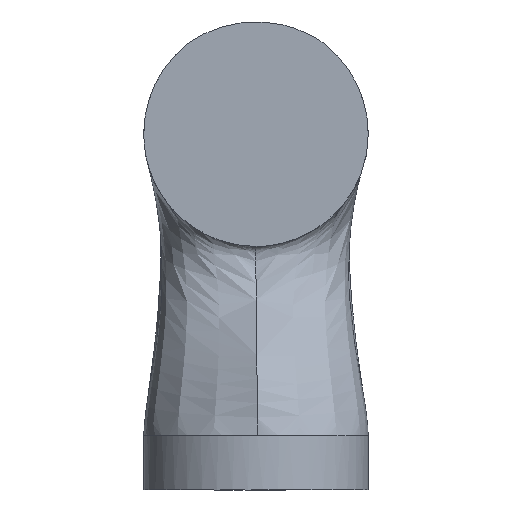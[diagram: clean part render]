
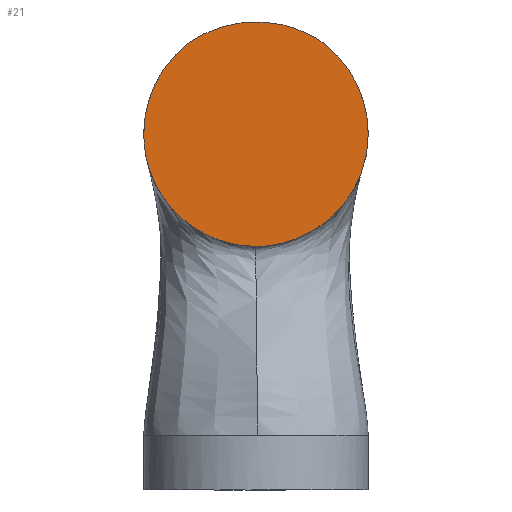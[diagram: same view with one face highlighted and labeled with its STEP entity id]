
A CAD part, front view. The second image highlights one B-rep face of the part: STEP entity #21.
In plain terms, the highlighted planar face has unit normal (0.01, -1, 0).
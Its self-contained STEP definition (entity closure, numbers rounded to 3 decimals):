
#21=ADVANCED_FACE('',(#49),#450,.T.);
#49=FACE_OUTER_BOUND('',#77,.T.);
#77=EDGE_LOOP('',(#135,#136,#137,#138,#139));
#135=ORIENTED_EDGE('',*,*,#259,.F.);
#136=ORIENTED_EDGE('',*,*,#260,.F.);
#137=ORIENTED_EDGE('',*,*,#261,.F.);
#138=ORIENTED_EDGE('',*,*,#262,.F.);
#139=ORIENTED_EDGE('',*,*,#263,.F.);
#259=EDGE_CURVE('',#401,#411,#343,.T.);
#260=EDGE_CURVE('',#400,#401,#344,.T.);
#261=EDGE_CURVE('',#407,#400,#345,.T.);
#262=EDGE_CURVE('',#406,#407,#346,.T.);
#263=EDGE_CURVE('',#411,#406,#347,.T.);
#343=B_SPLINE_CURVE_WITH_KNOTS('',3,(#5258,#5259,#5260,#5261,#5262,#5263,
#5264,#5265,#5266,#5267),.UNSPECIFIED.,.F.,.F.,(4,2,2,2,4),(-62.52,
-46.89,-31.26,-15.63,0.),.UNSPECIFIED.);
#344=B_SPLINE_CURVE_WITH_KNOTS('',3,(#5268,#5269,#5270,#5271,#5272,#5273,
#5274,#5275),.UNSPECIFIED.,.F.,.F.,(4,2,2,4),(-90.632,-45.316,
-22.658,0.),.UNSPECIFIED.);
#345=B_SPLINE_CURVE_WITH_KNOTS('',3,(#5276,#5277,#5278,#5279,#5280,#5281,
#5282,#5283,#5284,#5285),.UNSPECIFIED.,.F.,.F.,(4,2,2,2,4),(-62.521,
-46.89,-31.26,-15.63,0.),.UNSPECIFIED.);
#346=B_SPLINE_CURVE_WITH_KNOTS('',3,(#5286,#5287,#5288,#5289,#5290,#5291,
#5292,#5293,#5294,#5295,#5296,#5297,#5298,#5299,#5300,#5301),
 .UNSPECIFIED.,.F.,.F.,(4,2,2,2,2,2,2,4),(-107.093,-80.319,
-66.933,-53.546,-40.16,-26.773,
-13.386,0.),.UNSPECIFIED.);
#347=B_SPLINE_CURVE_WITH_KNOTS('',3,(#5302,#5303,#5304,#5305,#5306,#5307,
#5308,#5309,#5310,#5311,#5312,#5313,#5314,#5315,#5316,#5317,#5318,#5319),
 .UNSPECIFIED.,.F.,.F.,(4,2,2,2,2,2,2,2,4),(-106.965,-93.594,
-80.224,-66.853,-53.482,-40.112,
-26.741,-13.371,0.),.UNSPECIFIED.);
#400=VERTEX_POINT('',#5044);
#401=VERTEX_POINT('',#5045);
#406=VERTEX_POINT('',#5050);
#407=VERTEX_POINT('',#5051);
#411=VERTEX_POINT('',#5055);
#450=PLANE('',#563);
#563=AXIS2_PLACEMENT_3D('',#2725,#575,$);
#575=DIRECTION('',(0.01,-1.,0.));
#2725=CARTESIAN_POINT('',(70.204,2.205,849.359));
#5044=CARTESIAN_POINT('',(-41.13,1.08,834.441));
#5045=CARTESIAN_POINT('',(42.865,1.929,834.441));
#5050=CARTESIAN_POINT('',(0.867,1.504,711.963));
#5051=CARTESIAN_POINT('',(-67.109,0.818,779.971));
#5055=CARTESIAN_POINT('',(68.844,2.191,779.972));
#5258=CARTESIAN_POINT('',(42.865,1.929,834.441));
#5259=CARTESIAN_POINT('',(46.939,1.97,831.146));
#5260=CARTESIAN_POINT('',(50.578,2.006,827.454));
#5261=CARTESIAN_POINT('',(57.012,2.071,819.299));
#5262=CARTESIAN_POINT('',(59.795,2.1,814.82));
#5263=CARTESIAN_POINT('',(64.243,2.144,805.494));
#5264=CARTESIAN_POINT('',(65.96,2.162,800.563));
#5265=CARTESIAN_POINT('',(68.266,2.185,790.377));
#5266=CARTESIAN_POINT('',(68.845,2.191,785.212));
#5267=CARTESIAN_POINT('',(68.844,2.191,779.972));
#5268=CARTESIAN_POINT('',(-41.13,1.08,834.441));
#5269=CARTESIAN_POINT('',(-28.895,1.204,843.263));
#5270=CARTESIAN_POINT('',(-14.039,1.354,848.012));
#5271=CARTESIAN_POINT('',(8.418,1.581,847.992));
#5272=CARTESIAN_POINT('',(15.822,1.655,846.825));
#5273=CARTESIAN_POINT('',(30.114,1.8,842.204));
#5274=CARTESIAN_POINT('',(36.749,1.867,838.851));
#5275=CARTESIAN_POINT('',(42.865,1.929,834.441));
#5276=CARTESIAN_POINT('',(-67.109,0.818,779.971));
#5277=CARTESIAN_POINT('',(-67.11,0.818,785.211));
#5278=CARTESIAN_POINT('',(-66.532,0.824,790.362));
#5279=CARTESIAN_POINT('',(-64.244,0.847,800.494));
#5280=CARTESIAN_POINT('',(-62.515,0.864,805.477));
#5281=CARTESIAN_POINT('',(-58.068,0.909,814.805));
#5282=CARTESIAN_POINT('',(-55.319,0.937,819.241));
#5283=CARTESIAN_POINT('',(-48.854,1.002,827.445));
#5284=CARTESIAN_POINT('',(-45.204,1.039,831.146));
#5285=CARTESIAN_POINT('',(-41.13,1.08,834.441));
#5286=CARTESIAN_POINT('',(0.867,1.504,711.963));
#5287=CARTESIAN_POINT('',(-8.11,1.414,711.963));
#5288=CARTESIAN_POINT('',(-17.029,1.324,713.777));
#5289=CARTESIAN_POINT('',(-29.286,1.2,718.877));
#5290=CARTESIAN_POINT('',(-33.24,1.16,720.993));
#5291=CARTESIAN_POINT('',(-40.662,1.085,725.965));
#5292=CARTESIAN_POINT('',(-44.081,1.05,728.779));
#5293=CARTESIAN_POINT('',(-50.348,0.987,735.051));
#5294=CARTESIAN_POINT('',(-53.216,0.958,738.549));
#5295=CARTESIAN_POINT('',(-58.143,0.908,745.936));
#5296=CARTESIAN_POINT('',(-60.229,0.887,749.84));
#5297=CARTESIAN_POINT('',(-63.637,0.853,758.07));
#5298=CARTESIAN_POINT('',(-64.942,0.84,762.385));
#5299=CARTESIAN_POINT('',(-66.667,0.822,771.068));
#5300=CARTESIAN_POINT('',(-67.108,0.818,775.482));
#5301=CARTESIAN_POINT('',(-67.109,0.818,779.971));
#5302=CARTESIAN_POINT('',(68.844,2.191,779.972));
#5303=CARTESIAN_POINT('',(68.843,2.191,775.485));
#5304=CARTESIAN_POINT('',(68.394,2.186,770.993));
#5305=CARTESIAN_POINT('',(66.651,2.169,762.282));
#5306=CARTESIAN_POINT('',(65.365,2.156,758.05));
#5307=CARTESIAN_POINT('',(61.96,2.121,749.833));
#5308=CARTESIAN_POINT('',(59.83,2.1,745.854));
#5309=CARTESIAN_POINT('',(54.909,2.05,738.496));
#5310=CARTESIAN_POINT('',(52.102,2.022,735.068));
#5311=CARTESIAN_POINT('',(45.767,1.958,728.733));
#5312=CARTESIAN_POINT('',(42.323,1.923,725.912));
#5313=CARTESIAN_POINT('',(34.968,1.849,720.992));
#5314=CARTESIAN_POINT('',(31.005,1.809,718.867));
#5315=CARTESIAN_POINT('',(22.773,1.726,715.449));
#5316=CARTESIAN_POINT('',(18.54,1.683,714.16));
#5317=CARTESIAN_POINT('',(9.843,1.595,712.415));
#5318=CARTESIAN_POINT('',(5.354,1.55,711.963));
#5319=CARTESIAN_POINT('',(0.867,1.504,711.963));
